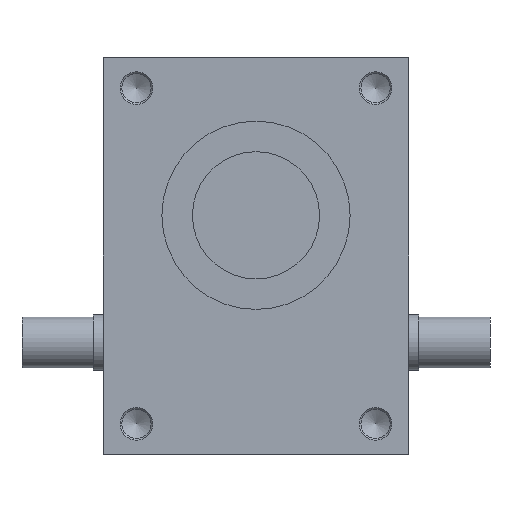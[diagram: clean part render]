
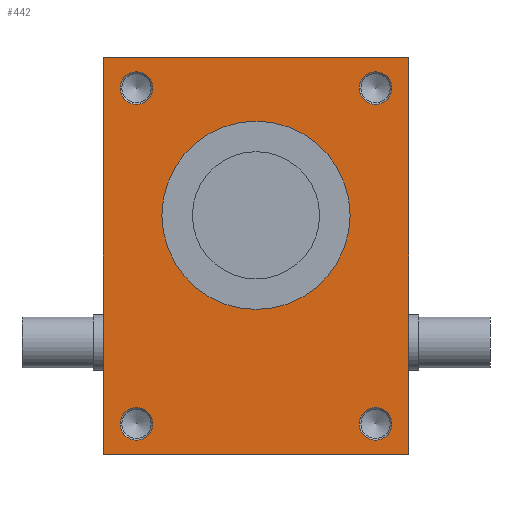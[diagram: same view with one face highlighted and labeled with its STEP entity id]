
A CAD part, front view. The second image highlights one B-rep face of the part: STEP entity #442.
In plain terms, the highlighted planar face has unit normal (0, -1, 0).
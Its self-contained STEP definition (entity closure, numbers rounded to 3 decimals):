
#442 = ADVANCED_FACE( '', ( #959, #960, #961, #962, #963, #964 ), #965, .F. );
#959 = FACE_BOUND( '', #1586, .T. );
#960 = FACE_BOUND( '', #1587, .T. );
#961 = FACE_BOUND( '', #1588, .T. );
#962 = FACE_BOUND( '', #1589, .T. );
#963 = FACE_BOUND( '', #1590, .T. );
#964 = FACE_OUTER_BOUND( '', #1591, .T. );
#965 = PLANE( '', #1592 );
#1586 = EDGE_LOOP( '', ( #2653 ) );
#1587 = EDGE_LOOP( '', ( #2654 ) );
#1588 = EDGE_LOOP( '', ( #2655 ) );
#1589 = EDGE_LOOP( '', ( #2656 ) );
#1590 = EDGE_LOOP( '', ( #2657 ) );
#1591 = EDGE_LOOP( '', ( #2658, #2659, #2660, #2661 ) );
#1592 = AXIS2_PLACEMENT_3D( '', #2662, #2663, #2664 );
#2653 = ORIENTED_EDGE( '', *, *, #3736, .F. );
#2654 = ORIENTED_EDGE( '', *, *, #3648, .F. );
#2655 = ORIENTED_EDGE( '', *, *, #3578, .F. );
#2656 = ORIENTED_EDGE( '', *, *, #3794, .F. );
#2657 = ORIENTED_EDGE( '', *, *, #3581, .T. );
#2658 = ORIENTED_EDGE( '', *, *, #3406, .T. );
#2659 = ORIENTED_EDGE( '', *, *, #3624, .F. );
#2660 = ORIENTED_EDGE( '', *, *, #3621, .F. );
#2661 = ORIENTED_EDGE( '', *, *, #3795, .T. );
#2662 = CARTESIAN_POINT( '', ( -300., -240., 390. ) );
#2663 = DIRECTION( '', ( 0., 1., 0. ) );
#2664 = DIRECTION( '', ( 0., 0., 1. ) );
#3406 = EDGE_CURVE( '', #3970, #3974, #3976, .T. );
#3578 = EDGE_CURVE( '', #4288, #4288, #4289, .T. );
#3581 = EDGE_CURVE( '', #4293, #4293, #4294, .T. );
#3621 = EDGE_CURVE( '', #4353, #4355, #4356, .T. );
#3624 = EDGE_CURVE( '', #4355, #3974, #4359, .T. );
#3648 = EDGE_CURVE( '', #4401, #4401, #4402, .T. );
#3736 = EDGE_CURVE( '', #4529, #4529, #4530, .T. );
#3794 = EDGE_CURVE( '', #4604, #4604, #4605, .T. );
#3795 = EDGE_CURVE( '', #4353, #3970, #4606, .T. );
#3970 = VERTEX_POINT( '', #4803 );
#3974 = VERTEX_POINT( '', #4809 );
#3976 = LINE( '', #4812, #4813 );
#4288 = VERTEX_POINT( '', #5226 );
#4289 = CIRCLE( '', #5227, 32. );
#4293 = VERTEX_POINT( '', #5231 );
#4294 = CIRCLE( '', #5232, 185. );
#4353 = VERTEX_POINT( '', #5308 );
#4355 = VERTEX_POINT( '', #5311 );
#4356 = LINE( '', #5312, #5313 );
#4359 = LINE( '', #5317, #5318 );
#4401 = VERTEX_POINT( '', #5371 );
#4402 = CIRCLE( '', #5372, 32. );
#4529 = VERTEX_POINT( '', #5647 );
#4530 = CIRCLE( '', #5648, 32. );
#4604 = VERTEX_POINT( '', #5746 );
#4605 = CIRCLE( '', #5747, 32. );
#4606 = LINE( '', #5748, #5749 );
#4803 = CARTESIAN_POINT( '', ( -300., -240., -390. ) );
#4809 = CARTESIAN_POINT( '', ( 300., -240., -390. ) );
#4812 = CARTESIAN_POINT( '', ( -300., -240., -390. ) );
#4813 = VECTOR( '', #5989, 1000. );
#5226 = CARTESIAN_POINT( '', ( 235., -240., 298. ) );
#5227 = AXIS2_PLACEMENT_3D( '', #6241, #6242, #6243 );
#5231 = CARTESIAN_POINT( '', ( 185., -240., 80. ) );
#5232 = AXIS2_PLACEMENT_3D( '', #6247, #6248, #6249 );
#5308 = CARTESIAN_POINT( '', ( -300., -240., 390. ) );
#5311 = CARTESIAN_POINT( '', ( 300., -240., 390. ) );
#5312 = CARTESIAN_POINT( '', ( -300., -240., 390. ) );
#5313 = VECTOR( '', #6301, 1000. );
#5317 = CARTESIAN_POINT( '', ( 300., -240., 390. ) );
#5318 = VECTOR( '', #6303, 1000. );
#5371 = CARTESIAN_POINT( '', ( -235., -240., 298. ) );
#5372 = AXIS2_PLACEMENT_3D( '', #6342, #6343, #6344 );
#5647 = CARTESIAN_POINT( '', ( -235., -240., -362. ) );
#5648 = AXIS2_PLACEMENT_3D( '', #6439, #6440, #6441 );
#5746 = CARTESIAN_POINT( '', ( 235., -240., -362. ) );
#5747 = AXIS2_PLACEMENT_3D( '', #6502, #6503, #6504 );
#5748 = CARTESIAN_POINT( '', ( -300., -240., 390. ) );
#5749 = VECTOR( '', #6505, 1000. );
#5989 = DIRECTION( '', ( 1., 0., 0. ) );
#6241 = CARTESIAN_POINT( '', ( 235., -240., 330. ) );
#6242 = DIRECTION( '', ( 0., -1., 0. ) );
#6243 = DIRECTION( '', ( 0., 0., -1. ) );
#6247 = CARTESIAN_POINT( '', ( 0., -240., 80. ) );
#6248 = DIRECTION( '', ( 0., 1., 0. ) );
#6249 = DIRECTION( '', ( 1., 0., 0. ) );
#6301 = DIRECTION( '', ( 1., 0., 0. ) );
#6303 = DIRECTION( '', ( 0., 0., -1. ) );
#6342 = CARTESIAN_POINT( '', ( -235., -240., 330. ) );
#6343 = DIRECTION( '', ( 0., -1., 0. ) );
#6344 = DIRECTION( '', ( 0., 0., -1. ) );
#6439 = CARTESIAN_POINT( '', ( -235., -240., -330. ) );
#6440 = DIRECTION( '', ( 0., -1., 0. ) );
#6441 = DIRECTION( '', ( 0., 0., -1. ) );
#6502 = CARTESIAN_POINT( '', ( 235., -240., -330. ) );
#6503 = DIRECTION( '', ( 0., -1., 0. ) );
#6504 = DIRECTION( '', ( 0., 0., -1. ) );
#6505 = DIRECTION( '', ( 0., 0., -1. ) );
